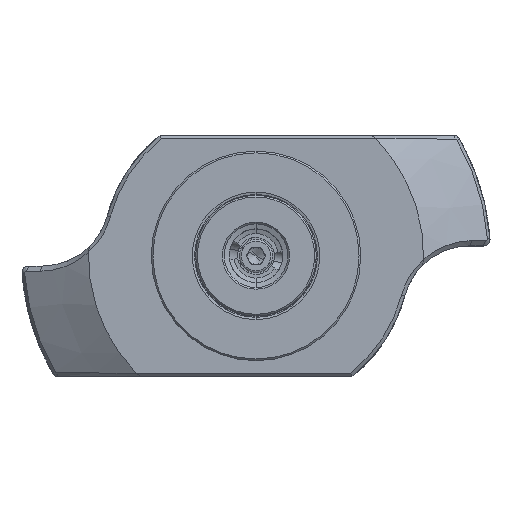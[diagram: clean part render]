
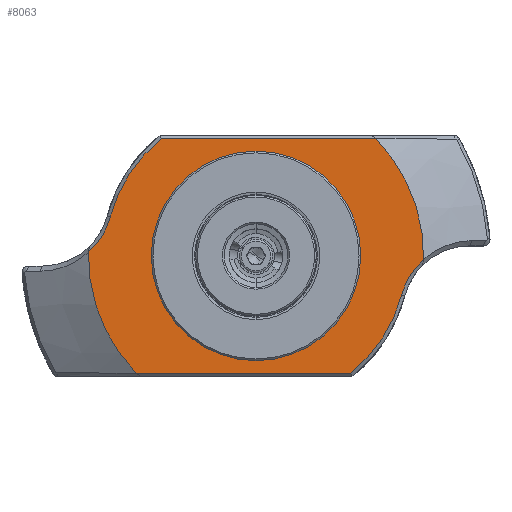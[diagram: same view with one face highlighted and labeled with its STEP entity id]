
A CAD part, top view. The second image highlights one B-rep face of the part: STEP entity #8063.
In plain terms, the highlighted planar face has unit normal (0, 0, 1).
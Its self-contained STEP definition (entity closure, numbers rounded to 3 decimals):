
#4375=EDGE_CURVE('NONE',#5027,#9547,#12748,.F.);
#4879=EDGE_CURVE('NONE',#10347,#5905,#13305,.T.);
#5027=VERTEX_POINT('NONE',#13463);
#5079=VERTEX_POINT('NONE',#13520);
#5671=EDGE_CURVE('NONE',#12451,#8113,#14171,.F.);
#5709=EDGE_CURVE('NONE',#5079,#9093,#14214,.T.);
#5905=VERTEX_POINT('NONE',#14422);
#6579=EDGE_CURVE('NONE',#11373,#8113,#15184,.T.);
#6593=EDGE_CURVE('NONE',#9547,#5027,#15199,.F.);
#7655=VERTEX_POINT('NONE',#16370);
#7667=EDGE_CURVE('NONE',#9775,#10347,#16383,.F.);
#7821=EDGE_CURVE('NONE',#10721,#12451,#16547,.T.);
#8063=ADVANCED_FACE('NONE',(#16811,#16812),#16813,.F.);
#8113=VERTEX_POINT('NONE',#16867);
#8729=EDGE_CURVE('NONE',#5079,#7655,#17548,.T.);
#9093=VERTEX_POINT('NONE',#17958);
#9547=VERTEX_POINT('NONE',#18464);
#9775=VERTEX_POINT('NONE',#18714);
#10117=EDGE_CURVE('NONE',#7655,#10721,#19093,.F.);
#10347=VERTEX_POINT('NONE',#19350);
#10721=VERTEX_POINT('NONE',#19766);
#11227=EDGE_CURVE('NONE',#11373,#9775,#20327,.T.);
#11373=VERTEX_POINT('NONE',#20485);
#12105=EDGE_CURVE('NONE',#5905,#9093,#21281,.F.);
#12451=VERTEX_POINT('NONE',#21674);
#12748=CIRCLE('',#22389,31.25);
#13305=CIRCLE('',#24255,21.0);
#13463=CARTESIAN_POINT('',(0.,-31.25,-0.5));
#13520=CARTESIAN_POINT('',(35.707,35.0,-0.5));
#14171=B_SPLINE_CURVE_WITH_KNOTS('',3,(#26798,#26799,#26800,#26801),.UNSPECIFIED.,.F.,.F.,(4,4),(-1.1,-0.0),.UNSPECIFIED.);
#14214=CIRCLE('',#26976,50.0);
#14422=CARTESIAN_POINT('',(49.978,-1.166,-0.5));
#15184=CIRCLE('',#29718,50.0);
#15199=CIRCLE('',#29813,31.25);
#16370=CARTESIAN_POINT('',(-28.284,35.0,-0.5));
#16383=CIRCLE('',#33441,45.0);
#16547=CIRCLE('',#33962,21.0);
#16811=FACE_OUTER_BOUND('',#34541,.T.);
#16812=FACE_BOUND('',#34542,.T.);
#16813=PLANE('',#34543);
#16867=CARTESIAN_POINT('',(-49.987,1.153,-0.5));
#17548=LINE('',#36999,#37000);
#17958=CARTESIAN_POINT('',(49.987,-1.153,-0.5));
#18464=CARTESIAN_POINT('',(0.,31.25,-0.5));
#18714=CARTESIAN_POINT('',(28.284,-35.0,-0.5));
#19093=CIRCLE('',#41978,45.0);
#19350=CARTESIAN_POINT('',(43.482,-11.591,-0.5));
#19766=CARTESIAN_POINT('',(-43.482,11.591,-0.5));
#20327=LINE('',#45873,#45874);
#20485=CARTESIAN_POINT('',(-35.707,-35.0,-0.5));
#21281=B_SPLINE_CURVE_WITH_KNOTS('',3,(#48197,#48198,#48199,#48200),.UNSPECIFIED.,.F.,.F.,(4,4),(-1.1,-0.0),.UNSPECIFIED.);
#21674=CARTESIAN_POINT('',(-49.978,1.166,-0.5));
#22389=AXIS2_PLACEMENT_3D('',#49785,#49786,#49787);
#24255=AXIS2_PLACEMENT_3D('',#50381,#50382,#50383);
#26798=CARTESIAN_POINT('',(-50.095,0.982,-0.5));
#26799=CARTESIAN_POINT('',(-49.801,1.443,-0.5));
#26800=CARTESIAN_POINT('',(-49.676,1.651,-0.5));
#26801=CARTESIAN_POINT('',(-49.488,1.966,-0.5));
#26976=AXIS2_PLACEMENT_3D('',#51228,#51229,#51230);
#29718=AXIS2_PLACEMENT_3D('',#52327,#52328,#52329);
#29813=AXIS2_PLACEMENT_3D('',#52339,#52340,#52341);
#33441=AXIS2_PLACEMENT_3D('',#53585,#53586,#53587);
#33962=AXIS2_PLACEMENT_3D('',#53709,#53710,#53711);
#34541=EDGE_LOOP('',(#54003,#54004,#54005,#54006,#54007,#54008,#54009,#54010,#54011,#54012));
#34542=EDGE_LOOP('',(#54013,#54014));
#34543=AXIS2_PLACEMENT_3D('',#54015,#54016,#54017);
#36999=CARTESIAN_POINT('',(0.0,35.0,-0.5));
#37000=VECTOR('',#54760,1.0);
#41978=AXIS2_PLACEMENT_3D('',#56453,#56454,#56455);
#45873=CARTESIAN_POINT('',(0.0,-35.0,-0.5));
#45874=VECTOR('',#57795,1.0);
#48197=CARTESIAN_POINT('',(50.095,-0.982,-0.5));
#48198=CARTESIAN_POINT('',(49.801,-1.443,-0.5));
#48199=CARTESIAN_POINT('',(49.676,-1.651,-0.5));
#48200=CARTESIAN_POINT('',(49.488,-1.966,-0.5));
#49785=CARTESIAN_POINT('',(0.,0.,-0.5));
#49786=DIRECTION('',(0.,0.,1.0));
#49787=DIRECTION('',(0.,-1.0,0.));
#50381=CARTESIAN_POINT('',(63.773,-17.0,-0.5));
#50382=DIRECTION('',(0.0,0.,-1.0));
#50383=DIRECTION('',(0.0,-1.0,0.));
#51228=CARTESIAN_POINT('',(0.0,0.,-0.5));
#51229=DIRECTION('',(0.0,0.,-1.0));
#51230=DIRECTION('',(0.0,1.0,0.));
#52327=CARTESIAN_POINT('',(0.0,0.,-0.5));
#52328=DIRECTION('',(0.0,0.,-1.0));
#52329=DIRECTION('',(0.0,1.0,0.));
#52339=CARTESIAN_POINT('',(0.,0.,-0.5));
#52340=DIRECTION('',(0.,0.,1.0));
#52341=DIRECTION('',(0.,-1.0,0.));
#53585=CARTESIAN_POINT('',(0.,0.,-0.5));
#53586=DIRECTION('',(0.0,0.,-1.0));
#53587=DIRECTION('',(0.0,1.0,0.));
#53709=CARTESIAN_POINT('',(-63.773,17.0,-0.5));
#53710=DIRECTION('',(0.0,0.,-1.0));
#53711=DIRECTION('',(0.0,-1.0,0.));
#54003=ORIENTED_EDGE('',*,*,#7821,.T.);
#54004=ORIENTED_EDGE('',*,*,#5671,.T.);
#54005=ORIENTED_EDGE('',*,*,#6579,.F.);
#54006=ORIENTED_EDGE('',*,*,#11227,.T.);
#54007=ORIENTED_EDGE('',*,*,#7667,.T.);
#54008=ORIENTED_EDGE('',*,*,#4879,.T.);
#54009=ORIENTED_EDGE('',*,*,#12105,.T.);
#54010=ORIENTED_EDGE('',*,*,#5709,.F.);
#54011=ORIENTED_EDGE('',*,*,#8729,.T.);
#54012=ORIENTED_EDGE('',*,*,#10117,.T.);
#54013=ORIENTED_EDGE('',*,*,#4375,.T.);
#54014=ORIENTED_EDGE('',*,*,#6593,.T.);
#54015=CARTESIAN_POINT('',(0.0,0.,-0.5));
#54016=DIRECTION('',(0.0,0.,-1.0));
#54017=DIRECTION('',(1.0,0.0,0.0));
#54760=DIRECTION('',(-1.0,0.0,-0.0));
#56453=CARTESIAN_POINT('',(0.,0.,-0.5));
#56454=DIRECTION('',(0.0,0.,-1.0));
#56455=DIRECTION('',(0.0,1.0,0.));
#57795=DIRECTION('',(1.0,0.0,0.0));
